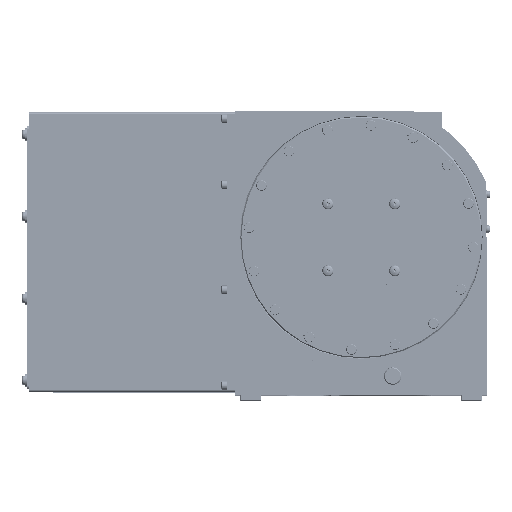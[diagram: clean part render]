
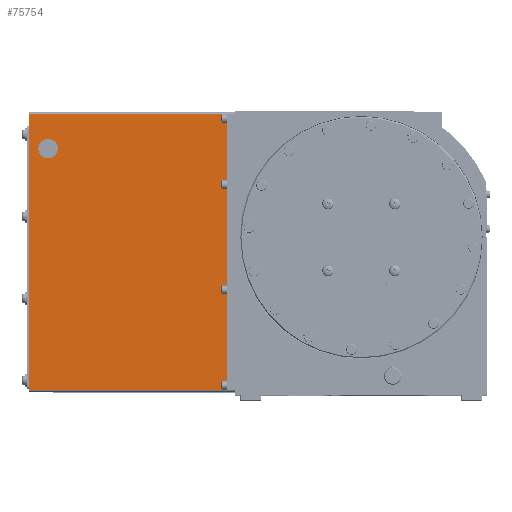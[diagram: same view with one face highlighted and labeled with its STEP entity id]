
A CAD part, top view. The second image highlights one B-rep face of the part: STEP entity #75754.
In plain terms, the highlighted planar face has unit normal (0, 0, 1).
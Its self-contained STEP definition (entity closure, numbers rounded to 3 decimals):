
#7772=LINE('',#134464,#14833);
#7780=LINE('',#134483,#14841);
#7781=LINE('',#134485,#14842);
#7782=LINE('',#134487,#14843);
#14833=VECTOR('',#103498,1000.);
#14841=VECTOR('',#103514,1000.);
#14842=VECTOR('',#103517,1000.);
#14843=VECTOR('',#103518,1000.);
#19105=PLANE('',#82914);
#37869=ORIENTED_EDGE('',*,*,#48698,.F.);
#37870=ORIENTED_EDGE('',*,*,#48708,.T.);
#37871=ORIENTED_EDGE('',*,*,#48709,.T.);
#37872=ORIENTED_EDGE('',*,*,#48710,.T.);
#37873=ORIENTED_EDGE('',*,*,#48711,.F.);
#48698=EDGE_CURVE('',#55676,#55677,#7772,.T.);
#48708=EDGE_CURVE('',#55676,#55683,#7780,.T.);
#48709=EDGE_CURVE('',#55683,#55684,#7781,.T.);
#48710=EDGE_CURVE('',#55684,#55677,#7782,.F.);
#48711=EDGE_CURVE('',#55685,#55685,#58392,.T.);
#55676=VERTEX_POINT('',#134463);
#55677=VERTEX_POINT('',#134465);
#55683=VERTEX_POINT('',#134482);
#55684=VERTEX_POINT('',#134486);
#55685=VERTEX_POINT('',#134489);
#58392=CIRCLE('',#82915,9.25);
#64098=EDGE_LOOP('',(#37869,#37870,#37871,#37872));
#64099=EDGE_LOOP('',(#37873));
#70475=FACE_BOUND('',#64098,.T.);
#70476=FACE_BOUND('',#64099,.T.);
#75754=ADVANCED_FACE('',(#70475,#70476),#19105,.F.);
#82914=AXIS2_PLACEMENT_3D('',#134484,#103515,#103516);
#82915=AXIS2_PLACEMENT_3D('',#134488,#103519,#103520);
#103498=DIRECTION('',(0.,1.,0.));
#103514=DIRECTION('',(1.,0.,0.));
#103515=DIRECTION('',(0.,0.,-1.));
#103516=DIRECTION('',(-1.,0.,0.));
#103517=DIRECTION('',(0.,1.,0.));
#103518=DIRECTION('',(1.,0.,0.));
#103519=DIRECTION('',(0.,0.,1.));
#103520=DIRECTION('',(1.,0.,0.));
#134463=CARTESIAN_POINT('',(-250.212,406.82,277.297));
#134464=CARTESIAN_POINT('',(-250.212,404.82,277.297));
#134465=CARTESIAN_POINT('',(-250.212,668.82,277.297));
#134482=CARTESIAN_POINT('',(-62.212,406.82,277.297));
#134483=CARTESIAN_POINT('',(-250.212,406.82,277.297));
#134484=CARTESIAN_POINT('',(-250.212,404.82,277.297));
#134485=CARTESIAN_POINT('',(-62.212,404.82,277.297));
#134486=CARTESIAN_POINT('',(-62.212,668.82,277.297));
#134487=CARTESIAN_POINT('',(-250.212,668.82,277.297));
#134488=CARTESIAN_POINT('',(-232.212,636.32,277.297));
#134489=CARTESIAN_POINT('',(-222.962,636.32,277.297));
